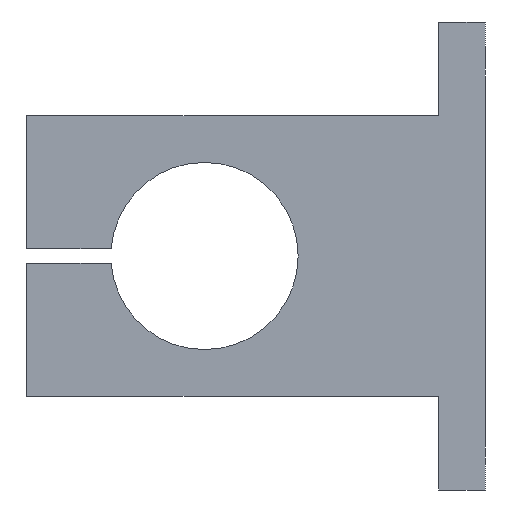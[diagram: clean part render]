
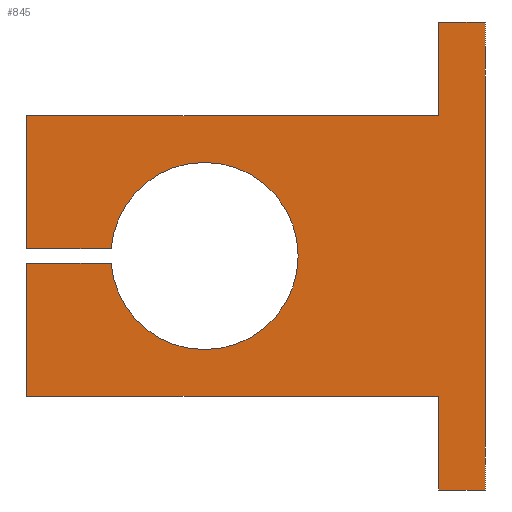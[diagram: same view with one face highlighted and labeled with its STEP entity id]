
A CAD part, left-side view. The second image highlights one B-rep face of the part: STEP entity #845.
In plain terms, the highlighted planar face has unit normal (-1, 0, 0).
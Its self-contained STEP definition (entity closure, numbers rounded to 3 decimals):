
#4 = DIRECTION ( 'NONE',  ( 0., -1., 0. ) ) ;
#17 = ORIENTED_EDGE ( 'NONE', *, *, #376, .F. ) ;
#20 = VECTOR ( 'NONE', #752, 1000. ) ;
#21 = ORIENTED_EDGE ( 'NONE', *, *, #984, .F. ) ;
#35 = AXIS2_PLACEMENT_3D ( 'NONE', #860, #865, #651 ) ;
#37 = CARTESIAN_POINT ( 'NONE',  ( -10., 10., -30. ) ) ;
#40 = LINE ( 'NONE', #746, #848 ) ;
#43 = CARTESIAN_POINT ( 'NONE',  ( -10., 98., 30. ) ) ;
#46 = LINE ( 'NONE', #458, #138 ) ;
#58 = ORIENTED_EDGE ( 'NONE', *, *, #955, .T. ) ;
#72 = CARTESIAN_POINT ( 'NONE',  ( -10., 10., 50. ) ) ;
#74 = CARTESIAN_POINT ( 'NONE',  ( -10., 79.944, -1.5 ) ) ;
#78 = CARTESIAN_POINT ( 'NONE',  ( -10., 60., 0. ) ) ;
#87 = VECTOR ( 'NONE', #676, 1000. ) ;
#88 = VECTOR ( 'NONE', #722, 1000. ) ;
#109 = VERTEX_POINT ( 'NONE', #384 ) ;
#111 = CARTESIAN_POINT ( 'NONE',  ( -10., 98., -30. ) ) ;
#118 = VECTOR ( 'NONE', #219, 1000. ) ;
#130 = LINE ( 'NONE', #43, #87 ) ;
#138 = VECTOR ( 'NONE', #312, 1000. ) ;
#143 = EDGE_CURVE ( 'NONE', #109, #531, #46, .T. ) ;
#147 = EDGE_CURVE ( 'NONE', #846, #864, #839, .T. ) ;
#148 = DIRECTION ( 'NONE',  ( 0., 0., -1. ) ) ;
#175 = VECTOR ( 'NONE', #903, 1000. ) ;
#180 = CARTESIAN_POINT ( 'NONE',  ( -10., 60., 0. ) ) ;
#181 = VERTEX_POINT ( 'NONE', #773 ) ;
#191 = VERTEX_POINT ( 'NONE', #111 ) ;
#199 = EDGE_CURVE ( 'NONE', #626, #263, #438, .T. ) ;
#214 = ORIENTED_EDGE ( 'NONE', *, *, #143, .F. ) ;
#219 = DIRECTION ( 'NONE',  ( 0., 0., 1. ) ) ;
#228 = CIRCLE ( 'NONE', #807, 20. ) ;
#235 = ORIENTED_EDGE ( 'NONE', *, *, #395, .T. ) ;
#251 = LINE ( 'NONE', #255, #625 ) ;
#255 = CARTESIAN_POINT ( 'NONE',  ( -10., 98., 50. ) ) ;
#263 = VERTEX_POINT ( 'NONE', #502 ) ;
#273 = EDGE_CURVE ( 'NONE', #937, #494, #597, .T. ) ;
#277 = DIRECTION ( 'NONE',  ( 0., 0., 1. ) ) ;
#281 = VERTEX_POINT ( 'NONE', #37 ) ;
#282 = CIRCLE ( 'NONE', #692, 20. ) ;
#292 = DIRECTION ( 'NONE',  ( 0., 1., 0. ) ) ;
#297 = ORIENTED_EDGE ( 'NONE', *, *, #358, .F. ) ;
#308 = CARTESIAN_POINT ( 'NONE',  ( -10., 98., -1.5 ) ) ;
#312 = DIRECTION ( 'NONE',  ( 0., 0., 1. ) ) ;
#325 = LINE ( 'NONE', #415, #88 ) ;
#327 = CARTESIAN_POINT ( 'NONE',  ( -10., 79.944, 1.5 ) ) ;
#332 = ORIENTED_EDGE ( 'NONE', *, *, #583, .T. ) ;
#351 = VECTOR ( 'NONE', #292, 1000. ) ;
#358 = EDGE_CURVE ( 'NONE', #494, #434, #40, .T. ) ;
#370 = DIRECTION ( 'NONE',  ( 1., 0., 0. ) ) ;
#376 = EDGE_CURVE ( 'NONE', #191, #846, #579, .T. ) ;
#382 = EDGE_CURVE ( 'NONE', #434, #109, #130, .T. ) ;
#384 = CARTESIAN_POINT ( 'NONE',  ( -10., 10., 30. ) ) ;
#394 = CARTESIAN_POINT ( 'NONE',  ( -10., 98., 1.5 ) ) ;
#395 = EDGE_CURVE ( 'NONE', #894, #181, #577, .T. ) ;
#415 = CARTESIAN_POINT ( 'NONE',  ( -10., 0., -50. ) ) ;
#422 = CARTESIAN_POINT ( 'NONE',  ( -10., 60., 20. ) ) ;
#434 = VERTEX_POINT ( 'NONE', #621 ) ;
#438 = LINE ( 'NONE', #759, #20 ) ;
#458 = CARTESIAN_POINT ( 'NONE',  ( -10., 10., 30. ) ) ;
#494 = VERTEX_POINT ( 'NONE', #394 ) ;
#502 = CARTESIAN_POINT ( 'NONE',  ( -10., 0., -50. ) ) ;
#511 = CARTESIAN_POINT ( 'NONE',  ( -10., 79.944, 1.5 ) ) ;
#523 = DIRECTION ( 'NONE',  ( 0., 0., -1. ) ) ;
#528 = FACE_OUTER_BOUND ( 'NONE', #950, .T. ) ;
#531 = VERTEX_POINT ( 'NONE', #72 ) ;
#537 = VECTOR ( 'NONE', #892, 1000. ) ;
#577 = CIRCLE ( 'NONE', #946, 20. ) ;
#578 = ORIENTED_EDGE ( 'NONE', *, *, #916, .F. ) ;
#579 = LINE ( 'NONE', #829, #537 ) ;
#583 = EDGE_CURVE ( 'NONE', #181, #864, #228, .T. ) ;
#597 = LINE ( 'NONE', #511, #175 ) ;
#600 = VERTEX_POINT ( 'NONE', #632 ) ;
#621 = CARTESIAN_POINT ( 'NONE',  ( -10., 98., 30. ) ) ;
#625 = VECTOR ( 'NONE', #4, 1000. ) ;
#626 = VERTEX_POINT ( 'NONE', #806 ) ;
#632 = CARTESIAN_POINT ( 'NONE',  ( -10., 10., -50. ) ) ;
#638 = DIRECTION ( 'NONE',  ( 1., 0., 0. ) ) ;
#646 = EDGE_CURVE ( 'NONE', #263, #600, #325, .T. ) ;
#651 = DIRECTION ( 'NONE',  ( 0., 0., -1. ) ) ;
#660 = DIRECTION ( 'NONE',  ( 1., 0., 0. ) ) ;
#676 = DIRECTION ( 'NONE',  ( 0., -1., 0. ) ) ;
#685 = LINE ( 'NONE', #835, #351 ) ;
#692 = AXIS2_PLACEMENT_3D ( 'NONE', #180, #660, #749 ) ;
#699 = ORIENTED_EDGE ( 'NONE', *, *, #1012, .F. ) ;
#711 = CARTESIAN_POINT ( 'NONE',  ( -10., 98., -1.5 ) ) ;
#722 = DIRECTION ( 'NONE',  ( 0., 1., 0. ) ) ;
#746 = CARTESIAN_POINT ( 'NONE',  ( -10., 98., -50. ) ) ;
#749 = DIRECTION ( 'NONE',  ( 0., 0., -1. ) ) ;
#752 = DIRECTION ( 'NONE',  ( 0., 0., -1. ) ) ;
#759 = CARTESIAN_POINT ( 'NONE',  ( -10., 0., 50. ) ) ;
#761 = ORIENTED_EDGE ( 'NONE', *, *, #199, .F. ) ;
#762 = CARTESIAN_POINT ( 'NONE',  ( -10., 60., 0. ) ) ;
#771 = VECTOR ( 'NONE', #975, 1000. ) ;
#773 = CARTESIAN_POINT ( 'NONE',  ( -10., 60., -20. ) ) ;
#797 = ORIENTED_EDGE ( 'NONE', *, *, #382, .F. ) ;
#806 = CARTESIAN_POINT ( 'NONE',  ( -10., 0., 50. ) ) ;
#807 = AXIS2_PLACEMENT_3D ( 'NONE', #78, #638, #148 ) ;
#829 = CARTESIAN_POINT ( 'NONE',  ( -10., 98., -50. ) ) ;
#835 = CARTESIAN_POINT ( 'NONE',  ( -10., 10., -30. ) ) ;
#839 = LINE ( 'NONE', #308, #771 ) ;
#842 = PLANE ( 'NONE',  #35 ) ;
#845 = ADVANCED_FACE ( 'NONE', ( #528 ), #842, .F. ) ;
#846 = VERTEX_POINT ( 'NONE', #711 ) ;
#848 = VECTOR ( 'NONE', #277, 1000. ) ;
#857 = ORIENTED_EDGE ( 'NONE', *, *, #273, .F. ) ;
#860 = CARTESIAN_POINT ( 'NONE',  ( -10., 0., 0. ) ) ;
#864 = VERTEX_POINT ( 'NONE', #74 ) ;
#865 = DIRECTION ( 'NONE',  ( 1., 0., 0. ) ) ;
#874 = ORIENTED_EDGE ( 'NONE', *, *, #147, .F. ) ;
#892 = DIRECTION ( 'NONE',  ( 0., 0., 1. ) ) ;
#894 = VERTEX_POINT ( 'NONE', #422 ) ;
#903 = DIRECTION ( 'NONE',  ( 0., 1., 0. ) ) ;
#916 = EDGE_CURVE ( 'NONE', #531, #626, #251, .T. ) ;
#937 = VERTEX_POINT ( 'NONE', #327 ) ;
#944 = ORIENTED_EDGE ( 'NONE', *, *, #646, .F. ) ;
#946 = AXIS2_PLACEMENT_3D ( 'NONE', #762, #370, #523 ) ;
#950 = EDGE_LOOP ( 'NONE', ( #857, #58, #235, #332, #874, #17, #21, #699, #944, #761, #578, #214, #797, #297 ) ) ;
#955 = EDGE_CURVE ( 'NONE', #937, #894, #282, .T. ) ;
#975 = DIRECTION ( 'NONE',  ( 0., -1., 0. ) ) ;
#979 = LINE ( 'NONE', #986, #118 ) ;
#984 = EDGE_CURVE ( 'NONE', #281, #191, #685, .T. ) ;
#986 = CARTESIAN_POINT ( 'NONE',  ( -10., 10., -50. ) ) ;
#1012 = EDGE_CURVE ( 'NONE', #600, #281, #979, .T. ) ;
